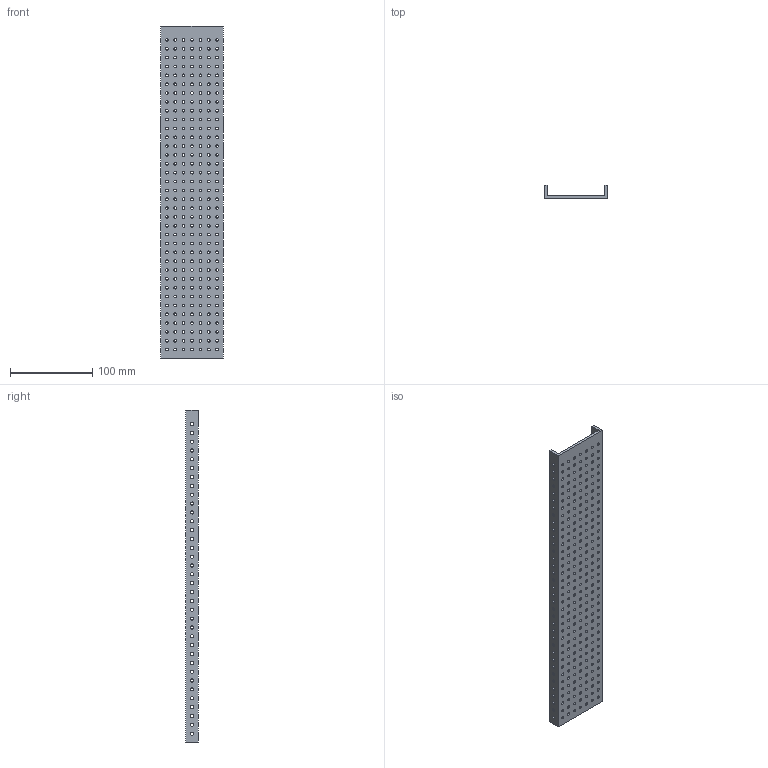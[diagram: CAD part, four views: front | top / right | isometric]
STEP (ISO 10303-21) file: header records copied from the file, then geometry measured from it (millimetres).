
FILE_DESCRIPTION(('FreeCAD Model'),'2;1');
FILE_NAME('RF-Channel.step','2013-11-04T17:11:49',('FreeCAD'),('FreeCAD'), 'Open CASCADE STEP processor 6.5','FreeCAD','Unknown');
FILE_SCHEMA(('AUTOMOTIVE_DESIGN_CC2 { 1 2 10303 214 -1 1 5 4 }'));
Length unit declared in the file: millimetre
Products named in the file (1): LinearPattern002
Bounding box: 76.3 x 15.5 x 403 mm (x, y, z)
Volume: 120237.6 mm3; surface area: 89666.5 mm2
Topology: 1 solids, 1 shells, 334 faces, 996 edges, 664 vertices
Faces by surface type: cylinder 324, plane 10
Full cylindrical faces by diameter (mm): 3.264 x252, 3.85 x72
Entity records: 26865 total; most frequent: CARTESIAN_POINT 5931, DIRECTION 3982, ORIENTED_EDGE 1992, PCURVE 1992, DEFINITIONAL_REPRESENTATION 1992, LINE 1692, VECTOR 1692, EDGE_CURVE 996
